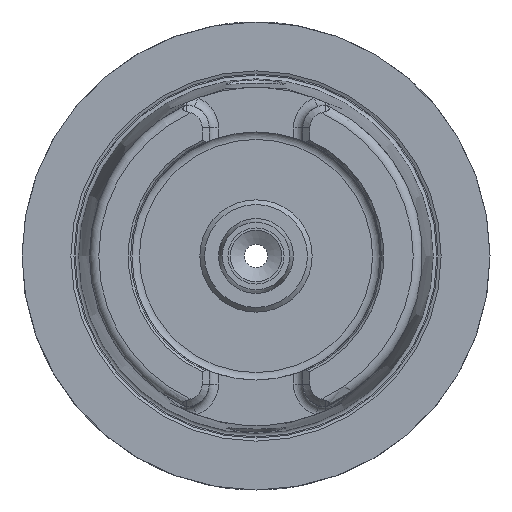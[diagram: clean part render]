
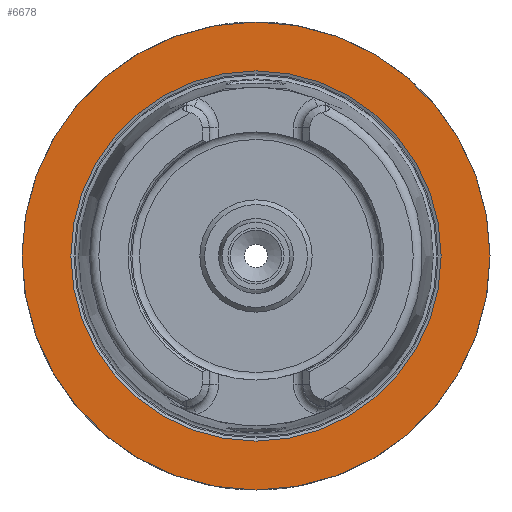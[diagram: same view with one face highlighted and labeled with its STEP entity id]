
A CAD part, left-side view. The second image highlights one B-rep face of the part: STEP entity #6678.
In plain terms, the highlighted planar face has unit normal (-1, 0, 0).
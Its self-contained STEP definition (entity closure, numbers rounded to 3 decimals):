
#5864=CARTESIAN_POINT('',(0.,50.0,0.0));
#5865=VERTEX_POINT('',#5864);
#5866=CARTESIAN_POINT('',(0.,0.,0.0));
#5867=DIRECTION('',(1.0,0.0,0.0));
#5868=DIRECTION('',(0.0,1.0,0.0));
#5869=AXIS2_PLACEMENT_3D('',#5866,#5867,#5868);
#5870=CIRCLE('',#5869,50.0);
#5871=EDGE_CURVE('',#5865,#5865,#5870,.T.);
#6652=CARTESIAN_POINT('',(0.,39.55,0.0));
#6653=VERTEX_POINT('',#6652);
#6654=CARTESIAN_POINT('',(0.,0.,0.0));
#6655=DIRECTION('',(1.0,0.0,0.0));
#6656=DIRECTION('',(0.0,1.0,0.0));
#6657=AXIS2_PLACEMENT_3D('',#6654,#6655,#6656);
#6658=CIRCLE('',#6657,39.55);
#6659=EDGE_CURVE('',#6653,#6653,#6658,.T.);
#6667=CARTESIAN_POINT('',(0.,44.775,0.0));
#6668=DIRECTION('',(-1.0,0.0,0.0));
#6669=DIRECTION('',(0.0,0.0,1.0));
#6670=AXIS2_PLACEMENT_3D('',#6667,#6668,#6669);
#6671=PLANE('',#6670);
#6672=ORIENTED_EDGE('',*,*,#5871,.F.);
#6673=EDGE_LOOP('',(#6672));
#6674=FACE_OUTER_BOUND('',#6673,.T.);
#6675=ORIENTED_EDGE('',*,*,#6659,.T.);
#6676=EDGE_LOOP('',(#6675));
#6677=FACE_BOUND('',#6676,.T.);
#6678=ADVANCED_FACE('',(#6674,#6677),#6671,.T.);
